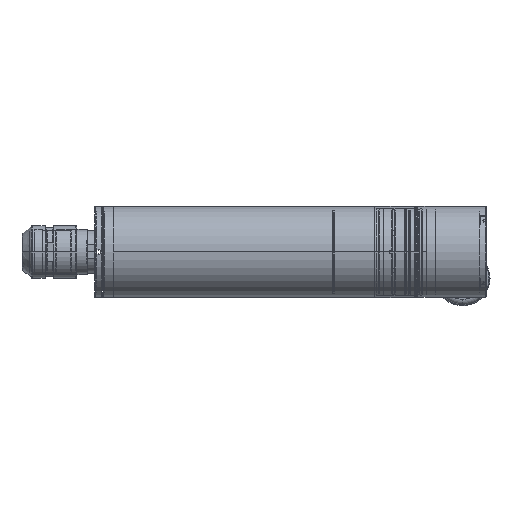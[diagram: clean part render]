
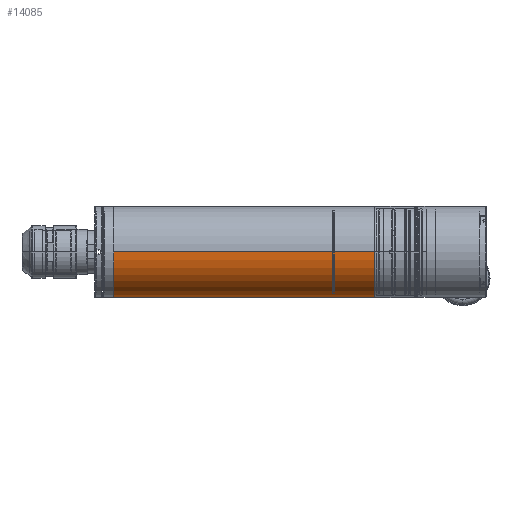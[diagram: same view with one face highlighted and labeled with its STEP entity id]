
A CAD part, front view. The second image highlights one B-rep face of the part: STEP entity #14085.
In plain terms, the highlighted cylindrical face has radius 25 mm (diameter 50 mm), a partial arc.
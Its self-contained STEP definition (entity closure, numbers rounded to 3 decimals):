
#1109 = LINE ( 'NONE', #10038, #16065 ) ;
#2373 = EDGE_LOOP ( 'NONE', ( #3642, #22658, #12440, #27809, #6891, #16001, #26966, #10612 ) ) ;
#2831 = EDGE_CURVE ( 'NONE', #5174, #6183, #14593, .T. ) ;
#2932 = DIRECTION ( 'NONE',  ( -1., 0., 0. ) ) ;
#3249 = DIRECTION ( 'NONE',  ( -1., 0., 0. ) ) ;
#3642 = ORIENTED_EDGE ( 'NONE', *, *, #26664, .F. ) ;
#4089 = CARTESIAN_POINT ( 'NONE',  ( -131.5, 24.9, -2.234 ) ) ;
#4378 = CARTESIAN_POINT ( 'NONE',  ( -131.558, 25., 0. ) ) ;
#4488 = EDGE_CURVE ( 'NONE', #16146, #9286, #1109, .T. ) ;
#4630 = DIRECTION ( 'NONE',  ( 0., 1., 0. ) ) ;
#4950 = VERTEX_POINT ( 'NONE', #23099 ) ;
#5174 = VERTEX_POINT ( 'NONE', #20329 ) ;
#5422 = EDGE_CURVE ( 'NONE', #4950, #9286, #22584, .T. ) ;
#5436 = VERTEX_POINT ( 'NONE', #21986 ) ;
#5444 = LINE ( 'NONE', #14346, #10777 ) ;
#6183 = VERTEX_POINT ( 'NONE', #4089 ) ;
#6387 = CARTESIAN_POINT ( 'NONE',  ( -125.462, 24.967, -1.491 ) ) ;
#6891 = ORIENTED_EDGE ( 'NONE', *, *, #2831, .T. ) ;
#7010 = AXIS2_PLACEMENT_3D ( 'NONE', #22738, #11665, #20438 ) ;
#7040 = CARTESIAN_POINT ( 'NONE',  ( 0., -25., 0. ) ) ;
#8097 = EDGE_CURVE ( 'NONE', #25943, #8172, #26715, .T. ) ;
#8172 = VERTEX_POINT ( 'NONE', #9099 ) ;
#8603 = EDGE_CURVE ( 'NONE', #8172, #5436, #12719, .T. ) ;
#9099 = CARTESIAN_POINT ( 'NONE',  ( -164.9, -25., 0. ) ) ;
#9286 = VERTEX_POINT ( 'NONE', #26740 ) ;
#10038 = CARTESIAN_POINT ( 'NONE',  ( 0., 25., 0. ) ) ;
#10481 = DIRECTION ( 'NONE',  ( 1., 0., 0. ) ) ;
#10612 = ORIENTED_EDGE ( 'NONE', *, *, #4488, .F. ) ;
#10625 = DIRECTION ( 'NONE',  ( 0., 0., -1. ) ) ;
#10777 = VECTOR ( 'NONE', #3249, 1000. ) ;
#11051 = CARTESIAN_POINT ( 'NONE',  ( -164.9, 0., 0. ) ) ;
#11203 = DIRECTION ( 'NONE',  ( 1., 0., 0. ) ) ;
#11352 = AXIS2_PLACEMENT_3D ( 'NONE', #24596, #11203, #4630 ) ;
#11665 = DIRECTION ( 'NONE',  ( -1., 0., 0. ) ) ;
#12242 = VECTOR ( 'NONE', #2932, 1000. ) ;
#12440 = ORIENTED_EDGE ( 'NONE', *, *, #8603, .T. ) ;
#12719 = CIRCLE ( 'NONE', #19268, 25. ) ;
#12991 = CARTESIAN_POINT ( 'NONE',  ( -131.558, 25., -0.746 ) ) ;
#13523 = CARTESIAN_POINT ( 'NONE',  ( -125.5, 24.9, -2.234 ) ) ;
#13992 = CYLINDRICAL_SURFACE ( 'NONE', #7010, 25. ) ;
#14085 = ADVANCED_FACE ( 'NONE', ( #27688 ), #13992, .T. ) ;
#14346 = CARTESIAN_POINT ( 'NONE',  ( 0., 25., 0. ) ) ;
#14593 =( BOUNDED_CURVE ( )  B_SPLINE_CURVE ( 3, ( #4378, #12991, #21880, #26232 ),
 .UNSPECIFIED., .F., .T. ) 
 B_SPLINE_CURVE_WITH_KNOTS ( ( 4, 4 ),
 ( 3.142, 3.231 ),
 .UNSPECIFIED. ) 
 CURVE ( )  GEOMETRIC_REPRESENTATION_ITEM ( )  RATIONAL_B_SPLINE_CURVE ( ( 1., 0.999, 0.999, 1. ) ) 
 REPRESENTATION_ITEM ( '' )  );
#14747 = CARTESIAN_POINT ( 'NONE',  ( 0., 24.9, -2.234 ) ) ;
#16001 = ORIENTED_EDGE ( 'NONE', *, *, #23763, .T. ) ;
#16065 = VECTOR ( 'NONE', #17183, 1000. ) ;
#16146 = VERTEX_POINT ( 'NONE', #19550 ) ;
#17164 = VECTOR ( 'NONE', #23759, 1000. ) ;
#17183 = DIRECTION ( 'NONE',  ( -1., 0., 0. ) ) ;
#19268 = AXIS2_PLACEMENT_3D ( 'NONE', #11051, #10481, #10625 ) ;
#19333 = CARTESIAN_POINT ( 'NONE',  ( -22., -25., 0. ) ) ;
#19550 = CARTESIAN_POINT ( 'NONE',  ( -22., 25., 0. ) ) ;
#19710 = LINE ( 'NONE', #14747, #17164 ) ;
#20258 = CARTESIAN_POINT ( 'NONE',  ( -125.442, 25., 0. ) ) ;
#20329 = CARTESIAN_POINT ( 'NONE',  ( -131.558, 25., 0. ) ) ;
#20438 = DIRECTION ( 'NONE',  ( 0., 1., 0. ) ) ;
#20692 = EDGE_CURVE ( 'NONE', #5174, #5436, #5444, .T. ) ;
#21880 = CARTESIAN_POINT ( 'NONE',  ( -131.538, 24.967, -1.491 ) ) ;
#21986 = CARTESIAN_POINT ( 'NONE',  ( -164.9, 25., 0. ) ) ;
#22584 =( BOUNDED_CURVE ( )  B_SPLINE_CURVE ( 3, ( #13523, #6387, #28816, #20258 ),
 .UNSPECIFIED., .F., .T. ) 
 B_SPLINE_CURVE_WITH_KNOTS ( ( 4, 4 ),
 ( 6.194, 6.283 ),
 .UNSPECIFIED. ) 
 CURVE ( )  GEOMETRIC_REPRESENTATION_ITEM ( )  RATIONAL_B_SPLINE_CURVE ( ( 1., 0.999, 0.999, 1. ) ) 
 REPRESENTATION_ITEM ( '' )  );
#22658 = ORIENTED_EDGE ( 'NONE', *, *, #8097, .T. ) ;
#22738 = CARTESIAN_POINT ( 'NONE',  ( 0., 0., 0. ) ) ;
#23099 = CARTESIAN_POINT ( 'NONE',  ( -125.5, 24.9, -2.234 ) ) ;
#23759 = DIRECTION ( 'NONE',  ( 1., 0., 0. ) ) ;
#23763 = EDGE_CURVE ( 'NONE', #6183, #4950, #19710, .T. ) ;
#24596 = CARTESIAN_POINT ( 'NONE',  ( -22., 0., 0. ) ) ;
#25943 = VERTEX_POINT ( 'NONE', #19333 ) ;
#26232 = CARTESIAN_POINT ( 'NONE',  ( -131.5, 24.9, -2.234 ) ) ;
#26664 = EDGE_CURVE ( 'NONE', #25943, #16146, #28116, .T. ) ;
#26715 = LINE ( 'NONE', #7040, #12242 ) ;
#26740 = CARTESIAN_POINT ( 'NONE',  ( -125.442, 25., 0. ) ) ;
#26966 = ORIENTED_EDGE ( 'NONE', *, *, #5422, .T. ) ;
#27688 = FACE_OUTER_BOUND ( 'NONE', #2373, .T. ) ;
#27809 = ORIENTED_EDGE ( 'NONE', *, *, #20692, .F. ) ;
#28116 = CIRCLE ( 'NONE', #11352, 25. ) ;
#28816 = CARTESIAN_POINT ( 'NONE',  ( -125.442, 25., -0.746 ) ) ;
